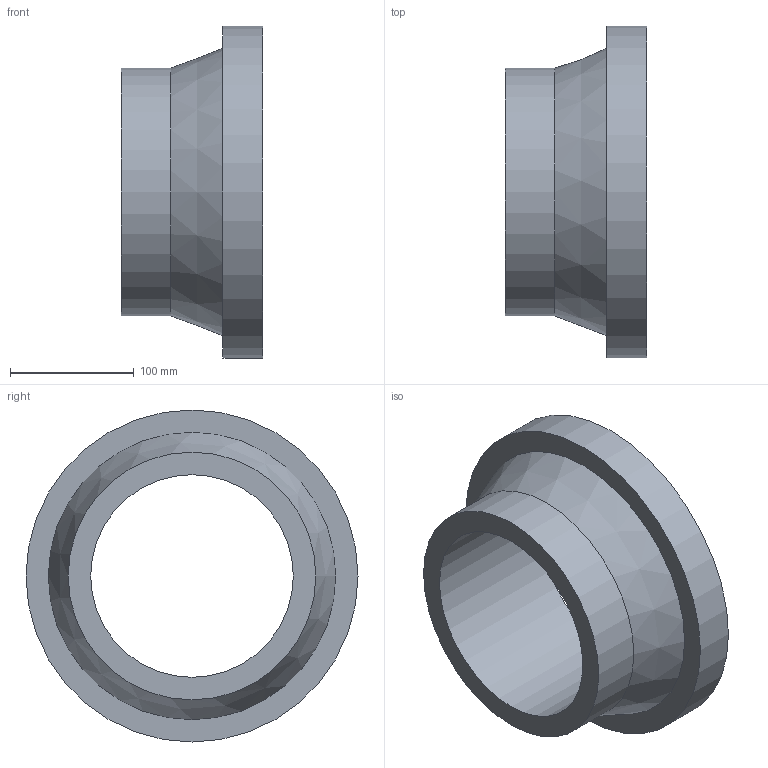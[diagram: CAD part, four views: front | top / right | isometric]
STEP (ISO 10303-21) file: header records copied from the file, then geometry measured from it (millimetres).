
FILE_DESCRIPTION(/* description */ ('PE100 Stub Flange with short spigot, Ø200, SDR11 PN16'),/* implementation_level */ '2;1');
FILE_NAME(/* name */ 'QDE11-RC-200',/* time_stamp */ '2022-04-05T16:12:05+02:00',/* author */ ('COAB Solutions'),/* organization */ ('GPA Flowsystem'),/* preprocessor_version */ 'ST-DEVELOPER v18.1',/* originating_system */ 'www.coabsoltions.com',/* authorisation */ '');
FILE_SCHEMA (('AUTOMOTIVE_DESIGN { 1 0 10303 214 3 1 1 }'));
Length unit declared in the file: millimetre
Products named in the file (1): QDE11-RC-200
Bounding box: 114 x 268 x 268 mm (x, y, z)
Volume: 2207203.3 mm3; surface area: 201086.8 mm2
Topology: 1 solids, 1 shells, 7 faces, 11 edges, 7 vertices
Faces by surface type: cylinder 3, plane 3, cone 1
Full cylindrical faces by diameter (mm): 163.6 x1, 200 x1, 268 x1
Entity records: 209 total; most frequent: DIRECTION 34, CARTESIAN_POINT 26, ORIENTED_EDGE 22, AXIS2_PLACEMENT_3D 15, EDGE_CURVE 11, EDGE_LOOP 10, FACE_OUTER_BOUND 7, CIRCLE 7
